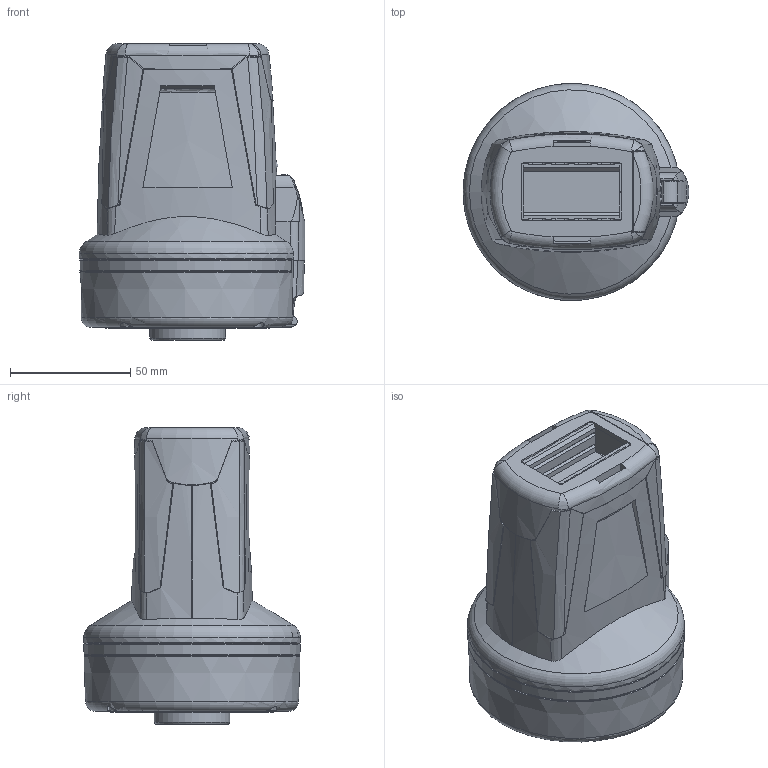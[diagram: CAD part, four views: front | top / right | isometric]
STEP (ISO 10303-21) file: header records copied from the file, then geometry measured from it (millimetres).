
FILE_DESCRIPTION(/* description */ (''),/* implementation_level */ '2;1');
FILE_NAME(/* name */ 'ktoe.stp',/* time_stamp */ '2022-09-14T01:14:22+02:00',/* author */ ('Robert'),/* organization */ (''),/* preprocessor_version */ 'ST-DEVELOPER v19',/* originating_system */ 'Autodesk Inventor 2023',/* authorisation */ '');
FILE_SCHEMA (('AUTOMOTIVE_DESIGN { 1 0 10303 214 3 1 1 }'));
Length unit declared in the file: millimetre
Products named in the file (7): ktoe; Co-act EGP-C 40 Modell 1; SCHUNK-1013180-ISO-1-50-M6 Universalflansch Co-act-EGP-C; SCHUNK-5521120 Gehaeuse EGP 40; SCHUNK-SNT016581 Stecker EGP; SCHUNK-9700901 Halter fuer NHS Du 4; SCHUNK-9905502 Typenschild 9x24x0.3
Assembly tree (8 placements, depth 2):
  ktoe
    Co-act EGP-C 40 Modell 1
    SCHUNK-1013180-ISO-1-50-M6 Universalflansch Co-act-EGP-C
    SCHUNK-9905502 Typenschild 9x24x0.3  x2
    SCHUNK-5521120 Gehaeuse EGP 40
    SCHUNK-SNT016581 Stecker EGP
    SCHUNK-9700901 Halter fuer NHS Du 4  x2
Bounding box: 93.75 x 90.08 x 123.3 mm (x, y, z)
Volume: 428901.1 mm3; surface area: 95481.4 mm2
Topology: 8 solids, 8 shells, 1346 faces, 3633 edges, 2397 vertices
Faces by surface type: plane 785, cylinder 410, cone 86, torus 29, bspline 26, sphere 10
Full cylindrical faces by diameter (mm): 1 x4, 1.344 x2, 2 x2, 2.013 x8, 2.3 x2, 2.459 x2, 2.5 x4, 2.8 x8, 3.242 x8, 3.5 x2, 4 x4, 4.5 x8, 4.6 x1, 5 x8, 5.5 x4, 5.8 x1, 5.95 x2, 6 x10, 6.4 x1, 6.6 x4, 6.8 x1, 7.2 x1, 8 x1, 11 x4, 12.974 x2, 13.374 x2, 28 x1, 31.5 x1, 68 x1
Entity records: 40762 total; most frequent: CARTESIAN_POINT 9266, ORIENTED_EDGE 6538, DIRECTION 6341, EDGE_CURVE 3269, AXIS2_PLACEMENT_3D 2212, VERTEX_POINT 2167, LINE 1917, VECTOR 1917
